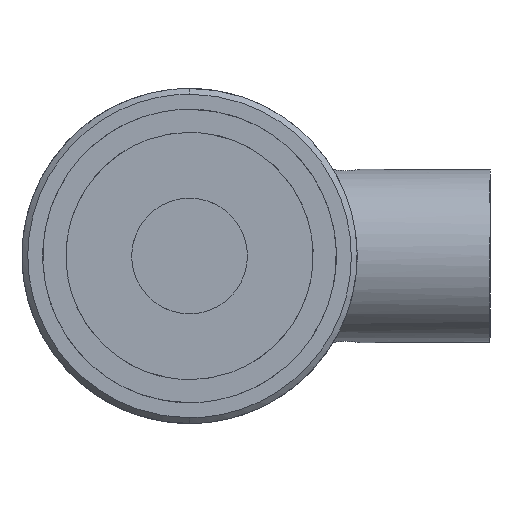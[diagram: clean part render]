
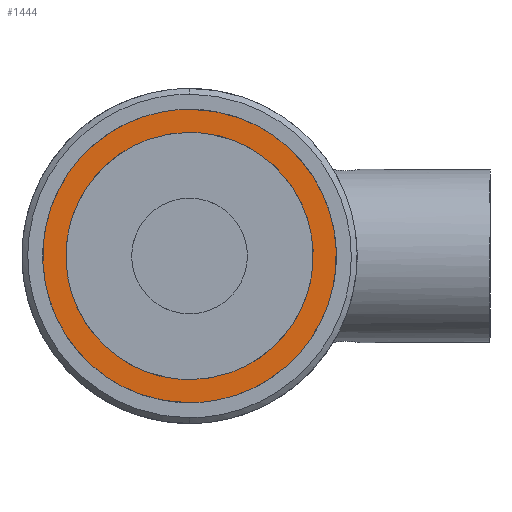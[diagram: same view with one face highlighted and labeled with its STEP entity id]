
A CAD part, front view. The second image highlights one B-rep face of the part: STEP entity #1444.
In plain terms, the highlighted planar face has unit normal (0, -1, 0).
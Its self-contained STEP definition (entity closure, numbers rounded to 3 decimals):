
#78 = B_SPLINE_CURVE_WITH_KNOTS ( 'NONE', 3,
 ( #950, #4432, #2136, #586, #897, #3662, #1363, #923, #3685, #4816, #4508, #1313, #4912, #144, #4840, #121, #1724, #4023 ),
 .UNSPECIFIED., .F., .F.,
 ( 4, 2, 2, 2, 2, 2, 2, 2, 4 ),
 ( 0., 0.125, 0.25, 0.375, 0.5, 0.625, 0.75, 0.875, 1. ),
 .UNSPECIFIED. ) ;
#121 = CARTESIAN_POINT ( 'NONE',  ( 2.801, -109.06, 10.422 ) ) ;
#144 = CARTESIAN_POINT ( 'NONE',  ( 6.576, -109.06, 8.556 ) ) ;
#184 = CARTESIAN_POINT ( 'NONE',  ( 12.369, -109.06, 3.324 ) ) ;
#228 = CARTESIAN_POINT ( 'NONE',  ( -9.35, -109.06, 5.389 ) ) ;
#245 = EDGE_CURVE ( 'NONE', #2089, #3899, #5020, .T. ) ;
#258 = CARTESIAN_POINT ( 'NONE',  ( -6.396, -109.06, -11.097 ) ) ;
#329 = CARTESIAN_POINT ( 'NONE',  ( -9.35, -109.06, -5.389 ) ) ;
#495 = EDGE_LOOP ( 'NONE', ( #3188, #2808 ) ) ;
#551 = ORIENTED_EDGE ( 'NONE', *, *, #1410, .F. ) ;
#586 = CARTESIAN_POINT ( 'NONE',  ( 5.389, -109.06, -9.35 ) ) ;
#602 = CARTESIAN_POINT ( 'NONE',  ( 12.369, -109.06, -3.324 ) ) ;
#616 = CARTESIAN_POINT ( 'NONE',  ( -1.401, -109.06, -10.7 ) ) ;
#643 = DIRECTION ( 'NONE',  ( 0., 1., 0. ) ) ;
#646 = ORIENTED_EDGE ( 'NONE', *, *, #2262, .F. ) ;
#653 = CARTESIAN_POINT ( 'NONE',  ( 11.097, -109.06, 6.396 ) ) ;
#667 = CARTESIAN_POINT ( 'NONE',  ( -10.422, -109.06, 2.801 ) ) ;
#672 = CARTESIAN_POINT ( 'NONE',  ( -11.097, -109.06, -6.396 ) ) ;
#691 = CARTESIAN_POINT ( 'NONE',  ( -6.576, -109.06, 8.556 ) ) ;
#897 = CARTESIAN_POINT ( 'NONE',  ( 6.576, -109.06, -8.556 ) ) ;
#923 = CARTESIAN_POINT ( 'NONE',  ( 10.422, -109.06, -2.801 ) ) ;
#926 = CARTESIAN_POINT ( 'NONE',  ( -1.401, -109.06, 10.7 ) ) ;
#950 = CARTESIAN_POINT ( 'NONE',  ( 0., -109.06, -10.7 ) ) ;
#957 = CARTESIAN_POINT ( 'NONE',  ( -12.7, -109.06, -1.662 ) ) ;
#969 = EDGE_CURVE ( 'NONE', #3899, #2089, #1801, .T. ) ;
#982 = CARTESIAN_POINT ( 'NONE',  ( -1.662, -109.06, 12.7 ) ) ;
#987 = CARTESIAN_POINT ( 'NONE',  ( 6.396, -109.06, -11.097 ) ) ;
#1029 = CARTESIAN_POINT ( 'NONE',  ( -2.801, -109.06, -10.422 ) ) ;
#1313 = CARTESIAN_POINT ( 'NONE',  ( 9.35, -109.06, 5.389 ) ) ;
#1348 = CARTESIAN_POINT ( 'NONE',  ( -10.156, -109.06, 7.805 ) ) ;
#1363 = CARTESIAN_POINT ( 'NONE',  ( 9.35, -109.06, -5.389 ) ) ;
#1373 = CARTESIAN_POINT ( 'NONE',  ( -12.369, -109.06, 3.324 ) ) ;
#1397 = CARTESIAN_POINT ( 'NONE',  ( -6.396, -109.06, 11.097 ) ) ;
#1410 = EDGE_CURVE ( 'NONE', #4450, #3569, #2973, .T. ) ;
#1443 = CARTESIAN_POINT ( 'NONE',  ( -10.7, -109.06, 1.401 ) ) ;
#1444 = ADVANCED_FACE ( 'NONE', ( #4177, #3425 ), #3070, .F. ) ;
#1466 = CARTESIAN_POINT ( 'NONE',  ( -10.7, -109.06, -1.401 ) ) ;
#1492 = CARTESIAN_POINT ( 'NONE',  ( -6.576, -109.06, -8.556 ) ) ;
#1724 = CARTESIAN_POINT ( 'NONE',  ( 1.401, -109.06, 10.7 ) ) ;
#1760 = CARTESIAN_POINT ( 'NONE',  ( 0., -109.06, -12.7 ) ) ;
#1791 = EDGE_LOOP ( 'NONE', ( #551, #646 ) ) ;
#1801 = B_SPLINE_CURVE_WITH_KNOTS ( 'NONE', 3,
 ( #2618, #3362, #2981, #4114, #4578, #4549, #653, #184, #3779, #1841, #602, #2128, #4953, #4188, #987, #3411, #3385, #2226 ),
 .UNSPECIFIED., .F., .F.,
 ( 4, 2, 2, 2, 2, 2, 2, 2, 4 ),
 ( 0., 0.125, 0.25, 0.375, 0.5, 0.625, 0.75, 0.875, 1. ),
 .UNSPECIFIED. ) ;
#1841 = CARTESIAN_POINT ( 'NONE',  ( 12.7, -109.06, -1.662 ) ) ;
#2089 = VERTEX_POINT ( 'NONE', #3742 ) ;
#2128 = CARTESIAN_POINT ( 'NONE',  ( 11.097, -109.06, -6.396 ) ) ;
#2136 = CARTESIAN_POINT ( 'NONE',  ( 2.801, -109.06, -10.422 ) ) ;
#2196 = CARTESIAN_POINT ( 'NONE',  ( -1.662, -109.06, -12.7 ) ) ;
#2226 = CARTESIAN_POINT ( 'NONE',  ( 0., -109.06, -12.7 ) ) ;
#2246 = CARTESIAN_POINT ( 'NONE',  ( -12.369, -109.06, -3.324 ) ) ;
#2262 = EDGE_CURVE ( 'NONE', #3569, #4450, #78, .T. ) ;
#2265 = CARTESIAN_POINT ( 'NONE',  ( -8.556, -109.06, 6.576 ) ) ;
#2503 = CARTESIAN_POINT ( 'NONE',  ( -2.801, -109.06, 10.422 ) ) ;
#2533 = CARTESIAN_POINT ( 'NONE',  ( -7.805, -109.06, 10.156 ) ) ;
#2618 = CARTESIAN_POINT ( 'NONE',  ( 0., -109.06, 12.7 ) ) ;
#2655 = CARTESIAN_POINT ( 'NONE',  ( 12.7, -109.06, 0. ) ) ;
#2808 = ORIENTED_EDGE ( 'NONE', *, *, #969, .F. ) ;
#2919 = CARTESIAN_POINT ( 'NONE',  ( 0., -109.06, 10.7 ) ) ;
#2973 = B_SPLINE_CURVE_WITH_KNOTS ( 'NONE', 3,
 ( #2919, #926, #2503, #3768, #691, #2265, #228, #667, #1443, #1466, #3351, #329, #2997, #1492, #4638, #1029, #616, #3400 ),
 .UNSPECIFIED., .F., .F.,
 ( 4, 2, 2, 2, 2, 2, 2, 2, 4 ),
 ( 0., 0.125, 0.25, 0.375, 0.5, 0.625, 0.75, 0.875, 1. ),
 .UNSPECIFIED. ) ;
#2975 = CARTESIAN_POINT ( 'NONE',  ( 0., -109.06, 12.7 ) ) ;
#2981 = CARTESIAN_POINT ( 'NONE',  ( 3.324, -109.06, 12.369 ) ) ;
#2997 = CARTESIAN_POINT ( 'NONE',  ( -8.556, -109.06, -6.576 ) ) ;
#3070 = PLANE ( 'NONE',  #3575 ) ;
#3188 = ORIENTED_EDGE ( 'NONE', *, *, #245, .F. ) ;
#3306 = CARTESIAN_POINT ( 'NONE',  ( -12.7, -109.06, 1.662 ) ) ;
#3351 = CARTESIAN_POINT ( 'NONE',  ( -10.422, -109.06, -2.801 ) ) ;
#3362 = CARTESIAN_POINT ( 'NONE',  ( 1.662, -109.06, 12.7 ) ) ;
#3385 = CARTESIAN_POINT ( 'NONE',  ( 1.662, -109.06, -12.7 ) ) ;
#3400 = CARTESIAN_POINT ( 'NONE',  ( 0., -109.06, -10.7 ) ) ;
#3411 = CARTESIAN_POINT ( 'NONE',  ( 3.324, -109.06, -12.369 ) ) ;
#3425 = FACE_BOUND ( 'NONE', #1791, .T. ) ;
#3569 = VERTEX_POINT ( 'NONE', #4703 ) ;
#3575 = AXIS2_PLACEMENT_3D ( 'NONE', #2655, #643, #3871 ) ;
#3662 = CARTESIAN_POINT ( 'NONE',  ( 8.556, -109.06, -6.576 ) ) ;
#3685 = CARTESIAN_POINT ( 'NONE',  ( 10.7, -109.06, -1.401 ) ) ;
#3742 = CARTESIAN_POINT ( 'NONE',  ( 0., -109.06, -12.7 ) ) ;
#3768 = CARTESIAN_POINT ( 'NONE',  ( -5.389, -109.06, 9.35 ) ) ;
#3779 = CARTESIAN_POINT ( 'NONE',  ( 12.7, -109.06, 1.662 ) ) ;
#3871 = DIRECTION ( 'NONE',  ( 1., 0., 0. ) ) ;
#3899 = VERTEX_POINT ( 'NONE', #4569 ) ;
#4023 = CARTESIAN_POINT ( 'NONE',  ( 0., -109.06, 10.7 ) ) ;
#4114 = CARTESIAN_POINT ( 'NONE',  ( 6.396, -109.06, 11.097 ) ) ;
#4177 = FACE_OUTER_BOUND ( 'NONE', #495, .T. ) ;
#4188 = CARTESIAN_POINT ( 'NONE',  ( 7.805, -109.06, -10.156 ) ) ;
#4432 = CARTESIAN_POINT ( 'NONE',  ( 1.401, -109.06, -10.7 ) ) ;
#4450 = VERTEX_POINT ( 'NONE', #4910 ) ;
#4508 = CARTESIAN_POINT ( 'NONE',  ( 10.422, -109.06, 2.801 ) ) ;
#4517 = CARTESIAN_POINT ( 'NONE',  ( -3.324, -109.06, 12.369 ) ) ;
#4549 = CARTESIAN_POINT ( 'NONE',  ( 10.156, -109.06, 7.805 ) ) ;
#4569 = CARTESIAN_POINT ( 'NONE',  ( 0., -109.06, 12.7 ) ) ;
#4578 = CARTESIAN_POINT ( 'NONE',  ( 7.805, -109.06, 10.156 ) ) ;
#4638 = CARTESIAN_POINT ( 'NONE',  ( -5.389, -109.06, -9.35 ) ) ;
#4703 = CARTESIAN_POINT ( 'NONE',  ( 0., -109.06, -10.7 ) ) ;
#4816 = CARTESIAN_POINT ( 'NONE',  ( 10.7, -109.06, 1.401 ) ) ;
#4840 = CARTESIAN_POINT ( 'NONE',  ( 5.389, -109.06, 9.35 ) ) ;
#4873 = CARTESIAN_POINT ( 'NONE',  ( -11.097, -109.06, 6.396 ) ) ;
#4894 = CARTESIAN_POINT ( 'NONE',  ( -10.156, -109.06, -7.805 ) ) ;
#4910 = CARTESIAN_POINT ( 'NONE',  ( 0., -109.06, 10.7 ) ) ;
#4912 = CARTESIAN_POINT ( 'NONE',  ( 8.556, -109.06, 6.576 ) ) ;
#4921 = CARTESIAN_POINT ( 'NONE',  ( -3.324, -109.06, -12.369 ) ) ;
#4948 = CARTESIAN_POINT ( 'NONE',  ( -7.805, -109.06, -10.156 ) ) ;
#4953 = CARTESIAN_POINT ( 'NONE',  ( 10.156, -109.06, -7.805 ) ) ;
#5020 = B_SPLINE_CURVE_WITH_KNOTS ( 'NONE', 3,
 ( #1760, #2196, #4921, #258, #4948, #4894, #672, #2246, #957, #3306, #1373, #4873, #1348, #2533, #1397, #4517, #982, #2975 ),
 .UNSPECIFIED., .F., .F.,
 ( 4, 2, 2, 2, 2, 2, 2, 2, 4 ),
 ( 0., 0.125, 0.25, 0.375, 0.5, 0.625, 0.75, 0.875, 1. ),
 .UNSPECIFIED. ) ;
